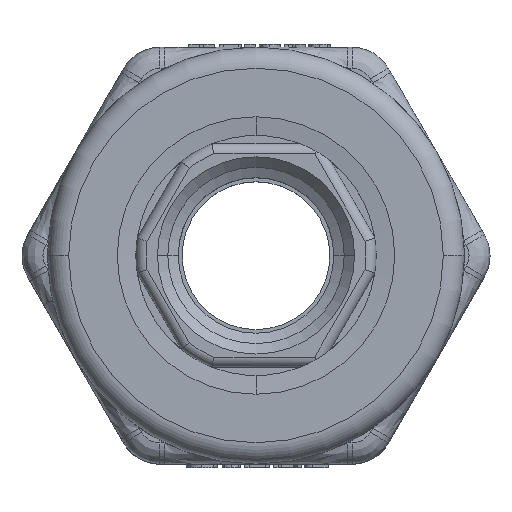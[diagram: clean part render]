
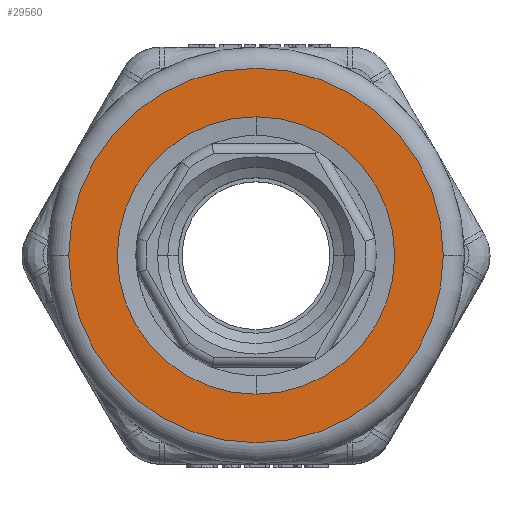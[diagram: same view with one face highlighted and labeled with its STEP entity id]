
A CAD part, top view. The second image highlights one B-rep face of the part: STEP entity #29560.
In plain terms, the highlighted planar face has unit normal (0, 0, 1).
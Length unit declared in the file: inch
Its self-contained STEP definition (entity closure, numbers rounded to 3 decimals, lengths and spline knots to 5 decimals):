
#14540=CARTESIAN_POINT('',(0.0,0.826,0.34));
#14541=VERTEX_POINT('',#14540);
#14550=CARTESIAN_POINT('',(0.,-0.826,0.34));
#14551=VERTEX_POINT('',#14550);
#14552=CARTESIAN_POINT('',(0.0,0.0,0.34));
#14553=DIRECTION('',(0.0,0.0,-1.0));
#14554=DIRECTION('',(0.0,1.0,0.0));
#14555=AXIS2_PLACEMENT_3D('',#14552,#14553,#14554);
#14556=CIRCLE('',#14555,0.826);
#14557=EDGE_CURVE('',#14551,#14541,#14556,.T.);
#15057=CARTESIAN_POINT('',(-1.115,0.0,0.34));
#15058=VERTEX_POINT('',#15057);
#15067=CARTESIAN_POINT('',(1.115,0.0,0.34));
#15068=VERTEX_POINT('',#15067);
#15076=CARTESIAN_POINT('',(0.0,0.0,0.34));
#15077=DIRECTION('',(0.0,0.0,-1.0));
#15078=DIRECTION('',(-1.0,0.0,0.0));
#15079=AXIS2_PLACEMENT_3D('',#15076,#15077,#15078);
#15080=CIRCLE('',#15079,1.115);
#15081=EDGE_CURVE('',#15068,#15058,#15080,.T.);
#29424=CARTESIAN_POINT('',(0.0,0.0,0.34));
#29425=DIRECTION('',(0.0,0.0,-1.0));
#29426=DIRECTION('',(-1.0,0.0,0.0));
#29427=AXIS2_PLACEMENT_3D('',#29424,#29425,#29426);
#29428=CIRCLE('',#29427,1.115);
#29429=EDGE_CURVE('',#15058,#15068,#29428,.T.);
#29541=CARTESIAN_POINT('',(0.0,0.0,0.34));
#29542=DIRECTION('',(0.0,0.0,1.0));
#29543=DIRECTION('',(1.0,0.0,0.0));
#29544=AXIS2_PLACEMENT_3D('',#29541,#29542,#29543);
#29545=PLANE('',#29544);
#29546=ORIENTED_EDGE('',*,*,#15081,.F.);
#29547=ORIENTED_EDGE('',*,*,#29429,.F.);
#29548=EDGE_LOOP('',(#29546,#29547));
#29549=FACE_OUTER_BOUND('',#29548,.T.);
#29550=CARTESIAN_POINT('',(0.0,0.0,0.34));
#29551=DIRECTION('',(0.0,0.0,-1.0));
#29552=DIRECTION('',(0.0,1.0,0.0));
#29553=AXIS2_PLACEMENT_3D('',#29550,#29551,#29552);
#29554=CIRCLE('',#29553,0.826);
#29555=EDGE_CURVE('',#14541,#14551,#29554,.T.);
#29556=ORIENTED_EDGE('',*,*,#29555,.T.);
#29557=ORIENTED_EDGE('',*,*,#14557,.T.);
#29558=EDGE_LOOP('',(#29556,#29557));
#29559=FACE_BOUND('',#29558,.T.);
#29560=ADVANCED_FACE('',(#29549,#29559),#29545,.T.);
